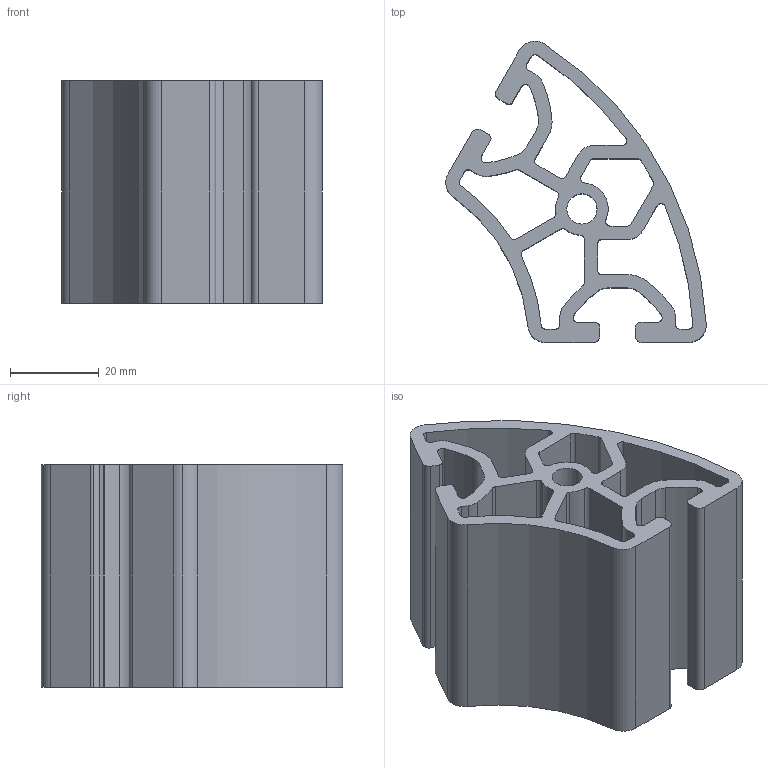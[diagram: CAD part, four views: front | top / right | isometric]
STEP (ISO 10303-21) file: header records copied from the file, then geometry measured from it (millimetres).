
FILE_DESCRIPTION (( 'STEP AP214' ), '1' );
FILE_NAME ('BASE08E0247-Profilé 8 R40_80-60°.step', '2023-03-24T09:44:35', ( 'Altae' ), ( '' ), 'SwSTEP 2.0', 'SolidWorks 2021', '' );
FILE_SCHEMA (( 'AUTOMOTIVE_DESIGN' ));
Length unit declared in the file: millimetre
Products named in the file (1): BASE08E0247-Profilé 8 R40_80-60°
Bounding box: 58.52 x 67.72 x 50 mm (x, y, z)
Volume: 52833.2 mm3; surface area: 33791 mm2
Topology: 1 solids, 1 shells, 129 faces, 381 edges, 254 vertices
Faces by surface type: cylinder 87, plane 42
Entity records: 4447 total; most frequent: DIRECTION 815, CARTESIAN_POINT 765, ORIENTED_EDGE 762, EDGE_CURVE 381, AXIS2_PLACEMENT_3D 304, VERTEX_POINT 254, LINE 207, VECTOR 207
